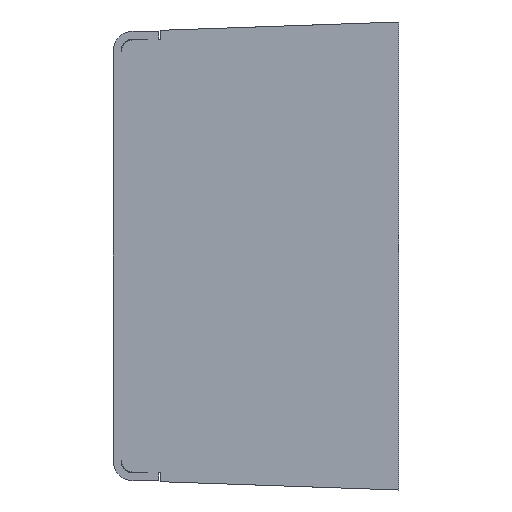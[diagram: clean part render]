
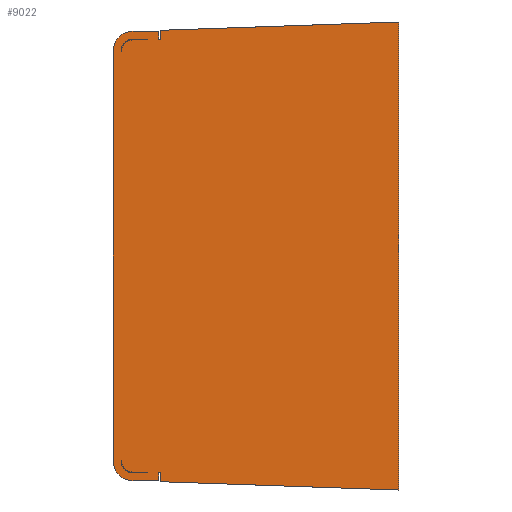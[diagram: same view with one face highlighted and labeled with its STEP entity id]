
A CAD part, left-side view. The second image highlights one B-rep face of the part: STEP entity #9022.
In plain terms, the highlighted planar face has unit normal (-1, 0, 0).
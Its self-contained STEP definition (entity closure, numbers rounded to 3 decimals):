
#726=CARTESIAN_POINT('',(-30.,69.998,-51.7));
#747=CARTESIAN_POINT('',(-30.,69.997,51.7));
#818=DIRECTION('',(0.,1.,0.));
#819=VECTOR('',#818,0.673);
#820=CARTESIAN_POINT('',(-30.,60.,-54.5));
#821=LINE('',#820,#819);
#822=CARTESIAN_POINT('',(-30.,62.,-55.2));
#823=DIRECTION('',(1.,0.,0.));
#824=DIRECTION('',(0.,-0.884,0.467));
#825=AXIS2_PLACEMENT_3D('',#822,#823,#824);
#827=CARTESIAN_POINT('',(-30.,67.,-51.7));
#828=DIRECTION('',(1.,0.,0.));
#829=DIRECTION('',(0.,0.,-1.));
#830=AXIS2_PLACEMENT_3D('',#827,#828,#829);
#832=CARTESIAN_POINT('',(-30.,67.,51.7));
#833=DIRECTION('',(1.,0.,0.));
#834=DIRECTION('',(0.,1.,0.));
#835=AXIS2_PLACEMENT_3D('',#832,#833,#834);
#837=CARTESIAN_POINT('',(-30.,62.,55.2));
#838=DIRECTION('',(1.,0.,0.));
#839=DIRECTION('',(0.,-1.,0.));
#840=AXIS2_PLACEMENT_3D('',#837,#838,#839);
#842=DIRECTION('',(0.,-1.,0.));
#843=VECTOR('',#842,0.673);
#844=CARTESIAN_POINT('',(-30.,60.673,54.5));
#845=LINE('',#844,#843);
#846=DIRECTION('',(0.,-0.999,0.035));
#847=VECTOR('',#846,60.037);
#848=CARTESIAN_POINT('',(-30.,60.,56.905));
#849=LINE('',#848,#847);
#850=DIRECTION('',(0.,0.999,0.035));
#851=VECTOR('',#850,60.037);
#852=CARTESIAN_POINT('',(-30.,0.,-59.));
#853=LINE('',#852,#851);
#854=DIRECTION('',(0.,0.,1.));
#855=VECTOR('',#854,2.405);
#856=CARTESIAN_POINT('',(-30.,60.,-56.905));
#857=LINE('',#856,#855);
#858=CARTESIAN_POINT('',(-30.,67.,-51.7));
#859=DIRECTION('',(-1.,0.,0.));
#860=DIRECTION('',(0.,1.,0.));
#861=AXIS2_PLACEMENT_3D('',#858,#859,#860);
#863=CARTESIAN_POINT('',(-30.,64.,-53.7));
#864=DIRECTION('',(-1.,0.,0.));
#865=DIRECTION('',(0.,0.,-1.));
#866=AXIS2_PLACEMENT_3D('',#863,#864,#865);
#868=DIRECTION('',(0.,1.,0.));
#869=VECTOR('',#868,3.6);
#870=CARTESIAN_POINT('',(-30.,63.4,-54.5));
#871=LINE('',#870,#869);
#872=CARTESIAN_POINT('',(-30.,67.,-51.5));
#873=DIRECTION('',(1.,0.,0.));
#874=DIRECTION('',(0.,0.,-1.));
#875=AXIS2_PLACEMENT_3D('',#872,#873,#874);
#877=CARTESIAN_POINT('',(-30.,67.,51.5));
#878=DIRECTION('',(1.,0.,0.));
#879=DIRECTION('',(0.,0.998,0.066));
#880=AXIS2_PLACEMENT_3D('',#877,#878,#879);
#882=DIRECTION('',(0.,-1.,0.));
#883=VECTOR('',#882,3.6);
#884=CARTESIAN_POINT('',(-30.,67.,54.5));
#885=LINE('',#884,#883);
#886=CARTESIAN_POINT('',(-30.,64.,53.7));
#887=DIRECTION('',(-1.,0.,0.));
#888=DIRECTION('',(0.,-0.6,0.8));
#889=AXIS2_PLACEMENT_3D('',#886,#887,#888);
#891=CARTESIAN_POINT('',(-30.,67.,51.7));
#892=DIRECTION('',(-1.,0.,0.));
#893=DIRECTION('',(0.,0.,1.));
#894=AXIS2_PLACEMENT_3D('',#891,#892,#893);
#900=DIRECTION('',(0.,0.,1.));
#901=VECTOR('',#900,1.5);
#902=CARTESIAN_POINT('',(-30.,60.5,-56.7));
#903=LINE('',#902,#901);
#1086=DIRECTION('',(0.,0.,1.));
#1087=VECTOR('',#1086,118.);
#1088=CARTESIAN_POINT('',(-30.,0.,-59.));
#1089=LINE('',#1088,#1087);
#1282=DIRECTION('',(0.,0.,-1.));
#1283=VECTOR('',#1282,2.405);
#1284=CARTESIAN_POINT('',(-30.,60.,56.905));
#1285=LINE('',#1284,#1283);
#1486=DIRECTION('',(0.,1.,0.));
#1487=VECTOR('',#1486,3.);
#1488=CARTESIAN_POINT('',(-30.,64.,-54.7));
#1489=LINE('',#1488,#1487);
#1582=DIRECTION('',(0.,-1.,0.));
#1583=VECTOR('',#1582,3.);
#1584=CARTESIAN_POINT('',(-30.,67.,54.7));
#1585=LINE('',#1584,#1583);
#1726=DIRECTION('',(0.,0.,1.));
#1727=VECTOR('',#1726,1.5);
#1728=CARTESIAN_POINT('',(-30.,60.5,55.2));
#1729=LINE('',#1728,#1727);
#1742=DIRECTION('',(0.,1.,0.));
#1743=VECTOR('',#1742,6.5);
#1744=CARTESIAN_POINT('',(-30.,60.5,56.7));
#1745=LINE('',#1744,#1743);
#1758=DIRECTION('',(0.,0.,-1.));
#1759=VECTOR('',#1758,103.4);
#1760=CARTESIAN_POINT('',(-30.,72.,51.7));
#1761=LINE('',#1760,#1759);
#1770=DIRECTION('',(0.,-1.,0.));
#1771=VECTOR('',#1770,6.5);
#1772=CARTESIAN_POINT('',(-30.,67.,-56.7));
#1773=LINE('',#1772,#1771);
#7351=CARTESIAN_POINT('',(-30.,60.,-56.905));
#7352=VERTEX_POINT('',#7351);
#7355=CARTESIAN_POINT('',(-30.,60.,-54.5));
#7356=VERTEX_POINT('',#7355);
#7357=CARTESIAN_POINT('',(-30.,60.673,-54.5));
#7359=VERTEX_POINT('',#7357);
#7369=CARTESIAN_POINT('',(-30.,60.5,-55.2));
#7371=VERTEX_POINT('',#7369);
#7383=VERTEX_POINT('',#726);
#7384=CARTESIAN_POINT('',(-30.,67.,-54.5));
#7385=VERTEX_POINT('',#7384);
#7392=CARTESIAN_POINT('',(-30.,67.,54.5));
#7393=VERTEX_POINT('',#7392);
#7394=VERTEX_POINT('',#747);
#7395=CARTESIAN_POINT('',(-30.,63.4,54.5));
#7397=VERTEX_POINT('',#7395);
#7399=CARTESIAN_POINT('',(-30.,64.,54.7));
#7401=VERTEX_POINT('',#7399);
#7411=CARTESIAN_POINT('',(-30.,60.,54.5));
#7412=VERTEX_POINT('',#7411);
#7413=CARTESIAN_POINT('',(-30.,60.673,54.5));
#7414=VERTEX_POINT('',#7413);
#7416=CARTESIAN_POINT('',(-30.,60.5,55.2));
#7418=VERTEX_POINT('',#7416);
#7425=CARTESIAN_POINT('',(-30.,60.5,-56.7));
#7426=VERTEX_POINT('',#7425);
#7427=CARTESIAN_POINT('',(-30.,67.,-56.7));
#7428=VERTEX_POINT('',#7427);
#7429=CARTESIAN_POINT('',(-30.,72.,-51.7));
#7430=VERTEX_POINT('',#7429);
#7431=CARTESIAN_POINT('',(-30.,72.,51.7));
#7432=VERTEX_POINT('',#7431);
#7433=CARTESIAN_POINT('',(-30.,67.,56.7));
#7434=VERTEX_POINT('',#7433);
#7435=CARTESIAN_POINT('',(-30.,60.5,56.7));
#7436=VERTEX_POINT('',#7435);
#7437=CARTESIAN_POINT('',(-30.,60.,56.905));
#7438=VERTEX_POINT('',#7437);
#7439=CARTESIAN_POINT('',(-30.,0.,59.));
#7440=VERTEX_POINT('',#7439);
#7441=CARTESIAN_POINT('',(-30.,0.,-59.));
#7442=VERTEX_POINT('',#7441);
#7443=CARTESIAN_POINT('',(-30.,67.,-54.7));
#7444=VERTEX_POINT('',#7443);
#7445=CARTESIAN_POINT('',(-30.,64.,-54.7));
#7446=VERTEX_POINT('',#7445);
#7447=CARTESIAN_POINT('',(-30.,63.4,-54.5));
#7448=VERTEX_POINT('',#7447);
#7449=CARTESIAN_POINT('',(-30.,67.,54.7));
#7450=VERTEX_POINT('',#7449);
#8970=CARTESIAN_POINT('',(-30.,36.,0.));
#8971=DIRECTION('',(1.,0.,0.));
#8972=DIRECTION('',(0.,0.,-1.));
#8973=AXIS2_PLACEMENT_3D('',#8970,#8971,#8972);
#8974=PLANE('',#8973);
#8975=ORIENTED_EDGE('',*,*,#8731,.T.);
#8976=ORIENTED_EDGE('',*,*,#8758,.T.);
#8978=ORIENTED_EDGE('',*,*,#8977,.F.);
#8980=ORIENTED_EDGE('',*,*,#8979,.F.);
#8982=ORIENTED_EDGE('',*,*,#8981,.T.);
#8984=ORIENTED_EDGE('',*,*,#8983,.F.);
#8986=ORIENTED_EDGE('',*,*,#8985,.T.);
#8988=ORIENTED_EDGE('',*,*,#8987,.F.);
#8990=ORIENTED_EDGE('',*,*,#8989,.F.);
#8991=ORIENTED_EDGE('',*,*,#8954,.T.);
#8992=ORIENTED_EDGE('',*,*,#8943,.T.);
#8994=ORIENTED_EDGE('',*,*,#8993,.F.);
#8996=ORIENTED_EDGE('',*,*,#8995,.T.);
#8998=ORIENTED_EDGE('',*,*,#8997,.F.);
#8999=ORIENTED_EDGE('',*,*,#8699,.T.);
#9000=ORIENTED_EDGE('',*,*,#8719,.T.);
#9001=EDGE_LOOP('',(#8975,#8976,#8978,#8980,#8982,#8984,#8986,#8988,#8990,#8991,
#8992,#8994,#8996,#8998,#8999,#9000));
#9002=FACE_OUTER_BOUND('',#9001,.F.);
#9004=ORIENTED_EDGE('',*,*,#9003,.T.);
#9006=ORIENTED_EDGE('',*,*,#9005,.F.);
#9008=ORIENTED_EDGE('',*,*,#9007,.T.);
#9009=ORIENTED_EDGE('',*,*,#8807,.T.);
#9010=ORIENTED_EDGE('',*,*,#8823,.T.);
#9011=EDGE_LOOP('',(#9004,#9006,#9008,#9009,#9010));
#9012=FACE_BOUND('',#9011,.F.);
#9013=ORIENTED_EDGE('',*,*,#8860,.T.);
#9014=ORIENTED_EDGE('',*,*,#8873,.T.);
#9015=ORIENTED_EDGE('',*,*,#8894,.T.);
#9017=ORIENTED_EDGE('',*,*,#9016,.F.);
#9019=ORIENTED_EDGE('',*,*,#9018,.T.);
#9020=EDGE_LOOP('',(#9013,#9014,#9015,#9017,#9019));
#9021=FACE_BOUND('',#9020,.F.);
#826=CIRCLE('',#825,1.5);
#831=CIRCLE('',#830,5.);
#836=CIRCLE('',#835,5.);
#841=CIRCLE('',#840,1.5);
#862=CIRCLE('',#861,3.);
#867=CIRCLE('',#866,1.);
#876=CIRCLE('',#875,3.);
#881=CIRCLE('',#880,3.);
#890=CIRCLE('',#889,1.);
#895=CIRCLE('',#894,3.);
#8699=EDGE_CURVE('',#7442,#7352,#853,.T.);
#8719=EDGE_CURVE('',#7352,#7356,#857,.T.);
#8731=EDGE_CURVE('',#7356,#7359,#821,.T.);
#8758=EDGE_CURVE('',#7359,#7371,#826,.T.);
#8807=EDGE_CURVE('',#7448,#7385,#871,.T.);
#8823=EDGE_CURVE('',#7385,#7383,#876,.T.);
#8860=EDGE_CURVE('',#7394,#7393,#881,.T.);
#8873=EDGE_CURVE('',#7393,#7397,#885,.T.);
#8894=EDGE_CURVE('',#7397,#7401,#890,.T.);
#8943=EDGE_CURVE('',#7414,#7412,#845,.T.);
#8954=EDGE_CURVE('',#7418,#7414,#841,.T.);
#8977=EDGE_CURVE('',#7426,#7371,#903,.T.);
#8979=EDGE_CURVE('',#7428,#7426,#1773,.T.);
#8981=EDGE_CURVE('',#7428,#7430,#831,.T.);
#8983=EDGE_CURVE('',#7432,#7430,#1761,.T.);
#8985=EDGE_CURVE('',#7432,#7434,#836,.T.);
#8987=EDGE_CURVE('',#7436,#7434,#1745,.T.);
#8989=EDGE_CURVE('',#7418,#7436,#1729,.T.);
#8993=EDGE_CURVE('',#7438,#7412,#1285,.T.);
#8995=EDGE_CURVE('',#7438,#7440,#849,.T.);
#8997=EDGE_CURVE('',#7442,#7440,#1089,.T.);
#9003=EDGE_CURVE('',#7383,#7444,#862,.T.);
#9005=EDGE_CURVE('',#7446,#7444,#1489,.T.);
#9007=EDGE_CURVE('',#7446,#7448,#867,.T.);
#9016=EDGE_CURVE('',#7450,#7401,#1585,.T.);
#9018=EDGE_CURVE('',#7450,#7394,#895,.T.);
#9022=ADVANCED_FACE('',(#9002,#9012,#9021),#8974,.F.);
